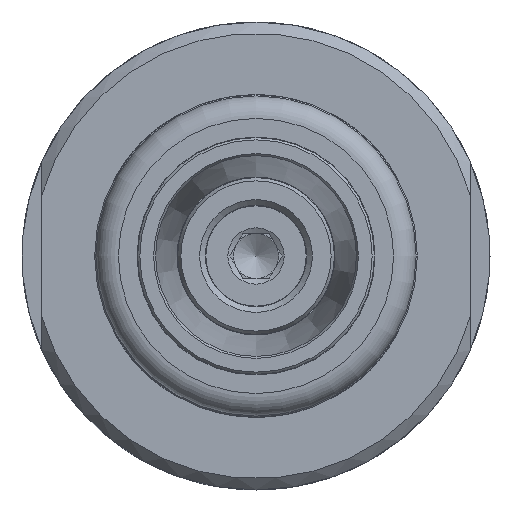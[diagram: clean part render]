
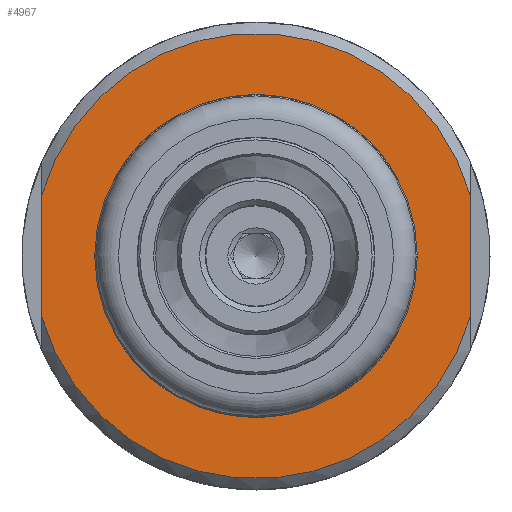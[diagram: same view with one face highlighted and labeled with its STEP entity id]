
A CAD part, left-side view. The second image highlights one B-rep face of the part: STEP entity #4967.
In plain terms, the highlighted planar face has unit normal (-1, 0, 0).
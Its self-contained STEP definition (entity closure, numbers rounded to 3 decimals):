
#578=LINE('',#8991,#952);
#579=LINE('',#8993,#953);
#952=VECTOR('',#6275,10.782);
#953=VECTOR('',#6276,10.782);
#1251=FACE_BOUND('',#1988,.T.);
#1372=PLANE('',#5391);
#1612=FACE_OUTER_BOUND('',#1987,.T.);
#1987=EDGE_LOOP('',(#4131,#4132,#4133,#4134));
#1988=EDGE_LOOP('',(#4135));
#2264=CIRCLE('',#5390,19.75);
#2265=CIRCLE('',#5392,19.75);
#2266=CIRCLE('',#5393,8.);
#2636=VERTEX_POINT('',#8980);
#2637=VERTEX_POINT('',#8984);
#2638=VERTEX_POINT('',#8990);
#2639=VERTEX_POINT('',#8992);
#2640=VERTEX_POINT('',#8995);
#3176=EDGE_CURVE('',#2637,#2636,#2264,.T.);
#3177=EDGE_CURVE('',#2638,#2636,#578,.T.);
#3178=EDGE_CURVE('',#2637,#2639,#579,.T.);
#3179=EDGE_CURVE('',#2638,#2639,#2265,.T.);
#3180=EDGE_CURVE('',#2640,#2640,#2266,.T.);
#4131=ORIENTED_EDGE('',*,*,#3177,.T.);
#4132=ORIENTED_EDGE('',*,*,#3176,.F.);
#4133=ORIENTED_EDGE('',*,*,#3178,.T.);
#4134=ORIENTED_EDGE('',*,*,#3179,.F.);
#4135=ORIENTED_EDGE('',*,*,#3180,.T.);
#4967=ADVANCED_FACE('',(#1612,#1251),#1372,.T.);
#5390=AXIS2_PLACEMENT_3D('',#8988,#6271,#6272);
#5391=AXIS2_PLACEMENT_3D('',#8989,#6273,#6274);
#5392=AXIS2_PLACEMENT_3D('',#8994,#6277,#6278);
#5393=AXIS2_PLACEMENT_3D('',#8996,#6279,#6280);
#6271=DIRECTION('center_axis',(1.,0.,0.));
#6272=DIRECTION('ref_axis',(0.,0.,
-1.));
#6273=DIRECTION('center_axis',(-1.,0.,0.));
#6274=DIRECTION('ref_axis',(0.,1.,0.));
#6275=DIRECTION('',(0.,0.,1.));
#6276=DIRECTION('',(0.,0.,-1.));
#6277=DIRECTION('center_axis',(1.,0.,0.));
#6278=DIRECTION('ref_axis',(0.,0.,
-1.));
#6279=DIRECTION('center_axis',(1.,0.,0.));
#6280=DIRECTION('ref_axis',(0.,0.,
-1.));
#8980=CARTESIAN_POINT('',(-120.5,-19.,5.391));
#8984=CARTESIAN_POINT('',(-120.5,19.,5.391));
#8988=CARTESIAN_POINT('Origin',(-120.5,0.,
0.));
#8989=CARTESIAN_POINT('Origin',(-120.5,0.,
-13.875));
#8990=CARTESIAN_POINT('',(-120.5,-19.,-5.391));
#8991=CARTESIAN_POINT('',(-120.5,-19.,-1.392));
#8992=CARTESIAN_POINT('',(-120.5,19.,-5.391));
#8993=CARTESIAN_POINT('',(-120.5,19.,-12.483));
#8994=CARTESIAN_POINT('Origin',(-120.5,0.,
0.));
#8995=CARTESIAN_POINT('',(-120.5,0.,-8.));
#8996=CARTESIAN_POINT('Origin',(-120.5,0.,
0.));
